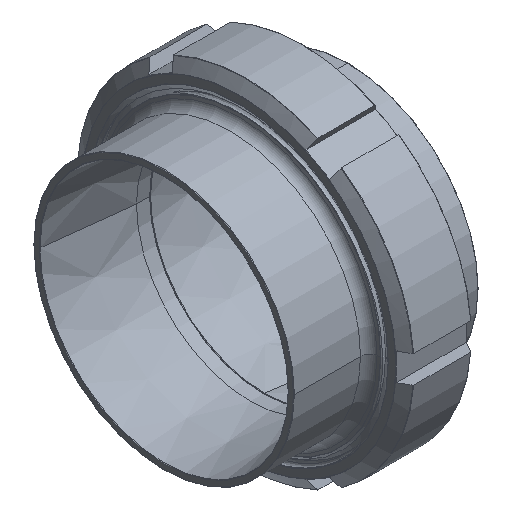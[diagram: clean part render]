
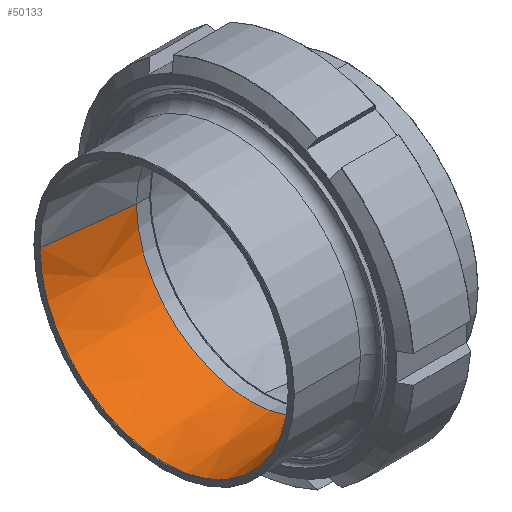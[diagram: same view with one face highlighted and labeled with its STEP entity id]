
A CAD part, isometric view. The second image highlights one B-rep face of the part: STEP entity #50133.
In plain terms, the highlighted conical face has half-angle 6.828 degrees and reference radius 54.55 mm.
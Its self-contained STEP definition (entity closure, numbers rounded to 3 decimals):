
#6766 = CARTESIAN_POINT ( 'NONE',  ( -16., -50., 0. ) ) ;
#7636 = LINE ( 'NONE', #33709, #19238 ) ;
#7770 = EDGE_CURVE ( 'NONE', #29749, #45438, #7636, .T. ) ;
#8390 = EDGE_CURVE ( 'NONE', #63107, #19791, #57131, .T. ) ;
#8695 = CARTESIAN_POINT ( 'NONE',  ( -54., -54.55, 0. ) ) ;
#8765 = DIRECTION ( 'NONE',  ( 0., 1., 0. ) ) ;
#12305 = FACE_OUTER_BOUND ( 'NONE', #34590, .T. ) ;
#12942 = ORIENTED_EDGE ( 'NONE', *, *, #8390, .F. ) ;
#16097 = EDGE_CURVE ( 'NONE', #63107, #29749, #62684, .T. ) ;
#17772 = AXIS2_PLACEMENT_3D ( 'NONE', #42390, #43686, #8765 ) ;
#18083 = DIRECTION ( 'NONE',  ( 0., -1., 0. ) ) ;
#19238 = VECTOR ( 'NONE', #48608, 1000. ) ;
#19791 = VERTEX_POINT ( 'NONE', #40239 ) ;
#20513 = AXIS2_PLACEMENT_3D ( 'NONE', #42794, #27861, #62555 ) ;
#26075 = VECTOR ( 'NONE', #28863, 1000. ) ;
#26442 = CIRCLE ( 'NONE', #17772, 54.529 ) ;
#26925 = AXIS2_PLACEMENT_3D ( 'NONE', #57761, #57321, #18083 ) ;
#27861 = DIRECTION ( 'NONE',  ( 1., 0., 0. ) ) ;
#28863 = DIRECTION ( 'NONE',  ( -0.993, -0.119, 0. ) ) ;
#29749 = VERTEX_POINT ( 'NONE', #41016 ) ;
#30764 = CARTESIAN_POINT ( 'NONE',  ( -53.824, 54.529, 0. ) ) ;
#33709 = CARTESIAN_POINT ( 'NONE',  ( -54., 54.55, 0. ) ) ;
#34590 = EDGE_LOOP ( 'NONE', ( #58938, #43718, #60390, #12942 ) ) ;
#40239 = CARTESIAN_POINT ( 'NONE',  ( -53.824, -54.529, 0. ) ) ;
#41016 = CARTESIAN_POINT ( 'NONE',  ( -16., 50., 0. ) ) ;
#41389 = EDGE_CURVE ( 'NONE', #45438, #19791, #26442, .T. ) ;
#42390 = CARTESIAN_POINT ( 'NONE',  ( -53.824, 0., 0. ) ) ;
#42794 = CARTESIAN_POINT ( 'NONE',  ( -16., 0., 0. ) ) ;
#43686 = DIRECTION ( 'NONE',  ( -1., 0., 0. ) ) ;
#43718 = ORIENTED_EDGE ( 'NONE', *, *, #7770, .T. ) ;
#45438 = VERTEX_POINT ( 'NONE', #30764 ) ;
#48608 = DIRECTION ( 'NONE',  ( -0.993, 0.119, 0. ) ) ;
#48756 = CONICAL_SURFACE ( 'NONE', #26925, 54.55, 0.119 ) ;
#50133 = ADVANCED_FACE ( 'NONE', ( #12305 ), #48756, .F. ) ;
#57131 = LINE ( 'NONE', #8695, #26075 ) ;
#57321 = DIRECTION ( 'NONE',  ( -1., 0., 0. ) ) ;
#57761 = CARTESIAN_POINT ( 'NONE',  ( -54., 0., 0. ) ) ;
#58938 = ORIENTED_EDGE ( 'NONE', *, *, #16097, .T. ) ;
#60390 = ORIENTED_EDGE ( 'NONE', *, *, #41389, .T. ) ;
#62555 = DIRECTION ( 'NONE',  ( 0., 1., 0. ) ) ;
#62684 = CIRCLE ( 'NONE', #20513, 50. ) ;
#63107 = VERTEX_POINT ( 'NONE', #6766 ) ;
